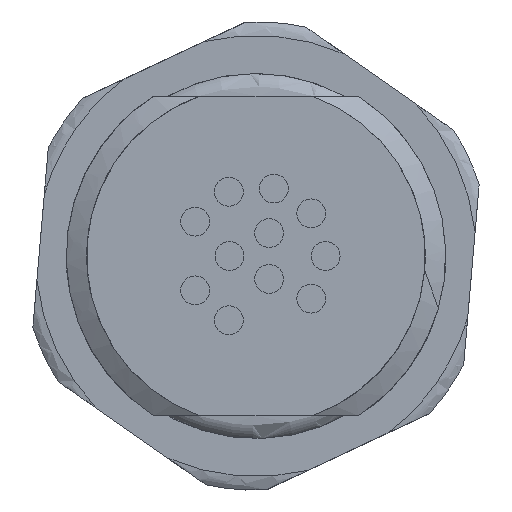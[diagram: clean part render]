
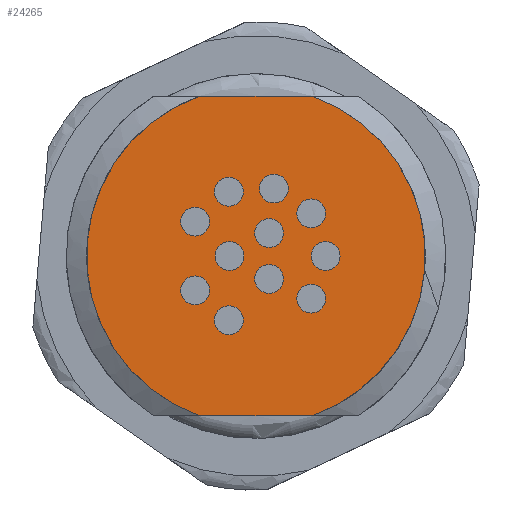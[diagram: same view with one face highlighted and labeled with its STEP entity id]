
A CAD part, front view. The second image highlights one B-rep face of the part: STEP entity #24265.
In plain terms, the highlighted planar face has unit normal (0, -1, 0).
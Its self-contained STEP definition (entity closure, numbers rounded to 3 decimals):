
#3595=DIRECTION('',(-1.,0.,0.));
#3596=VECTOR('',#3595,4.682);
#3597=CARTESIAN_POINT('',(2.341,-7.,6.65));
#3598=LINE('',#3597,#3596);
#3852=DIRECTION('',(1.,0.,0.));
#3853=VECTOR('',#3852,4.682);
#3854=CARTESIAN_POINT('',(-2.341,-7.,-6.65));
#3855=LINE('',#3854,#3853);
#4202=CARTESIAN_POINT('',(0.,-7.,0.));
#4203=DIRECTION('',(0.,1.,0.));
#4204=DIRECTION('',(0.332,0.,0.943));
#4205=AXIS2_PLACEMENT_3D('',#4202,#4203,#4204);
#4207=CARTESIAN_POINT('',(0.,-7.,0.));
#4208=DIRECTION('',(0.,1.,0.));
#4209=DIRECTION('',(-0.332,0.,-0.943));
#4210=AXIS2_PLACEMENT_3D('',#4207,#4208,#4209);
#4212=CARTESIAN_POINT('',(-1.131,-7.,2.673));
#4213=DIRECTION('',(0.,1.,0.));
#4214=DIRECTION('',(-1.,0.,0.));
#4215=AXIS2_PLACEMENT_3D('',#4212,#4213,#4214);
#4217=CARTESIAN_POINT('',(-1.131,-7.,2.673));
#4218=DIRECTION('',(0.,1.,0.));
#4219=DIRECTION('',(1.,0.,0.));
#4220=AXIS2_PLACEMENT_3D('',#4217,#4218,#4219);
#4222=CARTESIAN_POINT('',(0.742,-7.,2.807));
#4223=DIRECTION('',(0.,1.,0.));
#4224=DIRECTION('',(-1.,0.,0.));
#4225=AXIS2_PLACEMENT_3D('',#4222,#4223,#4224);
#4227=CARTESIAN_POINT('',(0.742,-7.,2.807));
#4228=DIRECTION('',(0.,1.,0.));
#4229=DIRECTION('',(1.,0.,0.));
#4230=AXIS2_PLACEMENT_3D('',#4227,#4228,#4229);
#4232=CARTESIAN_POINT('',(2.298,-7.,1.775));
#4233=DIRECTION('',(0.,1.,0.));
#4234=DIRECTION('',(-1.,0.,0.));
#4235=AXIS2_PLACEMENT_3D('',#4232,#4233,#4234);
#4237=CARTESIAN_POINT('',(2.298,-7.,1.775));
#4238=DIRECTION('',(0.,1.,0.));
#4239=DIRECTION('',(1.,0.,0.));
#4240=AXIS2_PLACEMENT_3D('',#4237,#4238,#4239);
#4242=CARTESIAN_POINT('',(0.544,-7.,0.955));
#4243=DIRECTION('',(0.,1.,0.));
#4244=DIRECTION('',(-1.,0.,0.));
#4245=AXIS2_PLACEMENT_3D('',#4242,#4243,#4244);
#4247=CARTESIAN_POINT('',(0.544,-7.,0.955));
#4248=DIRECTION('',(0.,1.,0.));
#4249=DIRECTION('',(1.,0.,0.));
#4250=AXIS2_PLACEMENT_3D('',#4247,#4248,#4249);
#4252=CARTESIAN_POINT('',(2.899,-7.,0.));
#4253=DIRECTION('',(0.,1.,0.));
#4254=DIRECTION('',(-1.,0.,0.));
#4255=AXIS2_PLACEMENT_3D('',#4252,#4253,#4254);
#4257=CARTESIAN_POINT('',(2.899,-7.,0.));
#4258=DIRECTION('',(0.,1.,0.));
#4259=DIRECTION('',(1.,0.,0.));
#4260=AXIS2_PLACEMENT_3D('',#4257,#4258,#4259);
#4262=CARTESIAN_POINT('',(2.298,-7.,-1.775));
#4263=DIRECTION('',(0.,1.,0.));
#4264=DIRECTION('',(-1.,0.,0.));
#4265=AXIS2_PLACEMENT_3D('',#4262,#4263,#4264);
#4267=CARTESIAN_POINT('',(2.298,-7.,-1.775));
#4268=DIRECTION('',(0.,1.,0.));
#4269=DIRECTION('',(1.,0.,0.));
#4270=AXIS2_PLACEMENT_3D('',#4267,#4268,#4269);
#4272=CARTESIAN_POINT('',(0.544,-7.,-0.955));
#4273=DIRECTION('',(0.,1.,0.));
#4274=DIRECTION('',(-1.,0.,0.));
#4275=AXIS2_PLACEMENT_3D('',#4272,#4273,#4274);
#4277=CARTESIAN_POINT('',(0.544,-7.,-0.955));
#4278=DIRECTION('',(0.,1.,0.));
#4279=DIRECTION('',(1.,0.,0.));
#4280=AXIS2_PLACEMENT_3D('',#4277,#4278,#4279);
#4282=CARTESIAN_POINT('',(-1.103,-7.,0.));
#4283=DIRECTION('',(0.,1.,0.));
#4284=DIRECTION('',(-1.,0.,0.));
#4285=AXIS2_PLACEMENT_3D('',#4282,#4283,#4284);
#4287=CARTESIAN_POINT('',(-1.103,-7.,0.));
#4288=DIRECTION('',(0.,1.,0.));
#4289=DIRECTION('',(1.,0.,0.));
#4290=AXIS2_PLACEMENT_3D('',#4287,#4288,#4289);
#4292=CARTESIAN_POINT('',(-2.531,-7.,1.428));
#4293=DIRECTION('',(0.,1.,0.));
#4294=DIRECTION('',(-1.,0.,0.));
#4295=AXIS2_PLACEMENT_3D('',#4292,#4293,#4294);
#4297=CARTESIAN_POINT('',(-2.531,-7.,1.428));
#4298=DIRECTION('',(0.,1.,0.));
#4299=DIRECTION('',(1.,0.,0.));
#4300=AXIS2_PLACEMENT_3D('',#4297,#4298,#4299);
#4302=CARTESIAN_POINT('',(-2.531,-7.,-1.428));
#4303=DIRECTION('',(0.,1.,0.));
#4304=DIRECTION('',(-1.,0.,0.));
#4305=AXIS2_PLACEMENT_3D('',#4302,#4303,#4304);
#4307=CARTESIAN_POINT('',(-2.531,-7.,-1.428));
#4308=DIRECTION('',(0.,1.,0.));
#4309=DIRECTION('',(1.,0.,0.));
#4310=AXIS2_PLACEMENT_3D('',#4307,#4308,#4309);
#4312=CARTESIAN_POINT('',(-1.131,-7.,-2.673));
#4313=DIRECTION('',(0.,1.,0.));
#4314=DIRECTION('',(-1.,0.,0.));
#4315=AXIS2_PLACEMENT_3D('',#4312,#4313,#4314);
#4317=CARTESIAN_POINT('',(-1.131,-7.,-2.673));
#4318=DIRECTION('',(0.,1.,0.));
#4319=DIRECTION('',(1.,0.,0.));
#4320=AXIS2_PLACEMENT_3D('',#4317,#4318,#4319);
#16301=CARTESIAN_POINT('',(-2.341,-7.,6.65));
#16303=VERTEX_POINT('',#16301);
#16328=CARTESIAN_POINT('',(2.341,-7.,6.65));
#16329=VERTEX_POINT('',#16328);
#16350=CARTESIAN_POINT('',(2.341,-7.,-6.65));
#16351=VERTEX_POINT('',#16350);
#16366=CARTESIAN_POINT('',(-2.341,-7.,-6.65));
#16368=VERTEX_POINT('',#16366);
#19203=CARTESIAN_POINT('',(-1.731,-7.,2.673));
#19204=CARTESIAN_POINT('',(-0.531,-7.,2.673));
#19205=VERTEX_POINT('',#19203);
#19206=VERTEX_POINT('',#19204);
#19211=CARTESIAN_POINT('',(0.142,-7.,2.807));
#19212=CARTESIAN_POINT('',(1.342,-7.,2.807));
#19213=VERTEX_POINT('',#19211);
#19214=VERTEX_POINT('',#19212);
#19219=CARTESIAN_POINT('',(1.698,-7.,1.775));
#19220=CARTESIAN_POINT('',(2.898,-7.,1.775));
#19221=VERTEX_POINT('',#19219);
#19222=VERTEX_POINT('',#19220);
#19227=CARTESIAN_POINT('',(-0.056,-7.,0.955));
#19228=CARTESIAN_POINT('',(1.144,-7.,0.955));
#19229=VERTEX_POINT('',#19227);
#19230=VERTEX_POINT('',#19228);
#19235=CARTESIAN_POINT('',(2.299,-7.,0.));
#19236=CARTESIAN_POINT('',(3.499,-7.,0.));
#19237=VERTEX_POINT('',#19235);
#19238=VERTEX_POINT('',#19236);
#19243=CARTESIAN_POINT('',(1.698,-7.,-1.775));
#19244=CARTESIAN_POINT('',(2.898,-7.,-1.775));
#19245=VERTEX_POINT('',#19243);
#19246=VERTEX_POINT('',#19244);
#19251=CARTESIAN_POINT('',(-0.056,-7.,-0.955));
#19252=CARTESIAN_POINT('',(1.144,-7.,-0.955));
#19253=VERTEX_POINT('',#19251);
#19254=VERTEX_POINT('',#19252);
#19259=CARTESIAN_POINT('',(-1.703,-7.,0.));
#19260=CARTESIAN_POINT('',(-0.503,-7.,0.));
#19261=VERTEX_POINT('',#19259);
#19262=VERTEX_POINT('',#19260);
#19267=CARTESIAN_POINT('',(-3.131,-7.,1.428));
#19268=CARTESIAN_POINT('',(-1.931,-7.,1.428));
#19269=VERTEX_POINT('',#19267);
#19270=VERTEX_POINT('',#19268);
#19275=CARTESIAN_POINT('',(-3.131,-7.,-1.428));
#19276=CARTESIAN_POINT('',(-1.931,-7.,-1.428));
#19277=VERTEX_POINT('',#19275);
#19278=VERTEX_POINT('',#19276);
#19283=CARTESIAN_POINT('',(-1.731,-7.,-2.673));
#19284=CARTESIAN_POINT('',(-0.531,-7.,-2.673));
#19285=VERTEX_POINT('',#19283);
#19286=VERTEX_POINT('',#19284);
#24187=CARTESIAN_POINT('',(0.,-7.,0.));
#24188=DIRECTION('',(0.,-1.,0.));
#24189=DIRECTION('',(1.,0.,0.));
#24190=AXIS2_PLACEMENT_3D('',#24187,#24188,#24189);
#24191=PLANE('',#24190);
#24192=ORIENTED_EDGE('',*,*,#23315,.F.);
#24194=ORIENTED_EDGE('',*,*,#24193,.T.);
#24195=ORIENTED_EDGE('',*,*,#23690,.F.);
#24196=ORIENTED_EDGE('',*,*,#24178,.T.);
#24197=EDGE_LOOP('',(#24192,#24194,#24195,#24196));
#24198=FACE_OUTER_BOUND('',#24197,.F.);
#24200=ORIENTED_EDGE('',*,*,#24199,.F.);
#24202=ORIENTED_EDGE('',*,*,#24201,.F.);
#24203=EDGE_LOOP('',(#24200,#24202));
#24204=FACE_BOUND('',#24203,.F.);
#24206=ORIENTED_EDGE('',*,*,#24205,.F.);
#24208=ORIENTED_EDGE('',*,*,#24207,.F.);
#24209=EDGE_LOOP('',(#24206,#24208));
#24210=FACE_BOUND('',#24209,.F.);
#24212=ORIENTED_EDGE('',*,*,#24211,.F.);
#24214=ORIENTED_EDGE('',*,*,#24213,.F.);
#24215=EDGE_LOOP('',(#24212,#24214));
#24216=FACE_BOUND('',#24215,.F.);
#24218=ORIENTED_EDGE('',*,*,#24217,.F.);
#24220=ORIENTED_EDGE('',*,*,#24219,.F.);
#24221=EDGE_LOOP('',(#24218,#24220));
#24222=FACE_BOUND('',#24221,.F.);
#24224=ORIENTED_EDGE('',*,*,#24223,.F.);
#24226=ORIENTED_EDGE('',*,*,#24225,.F.);
#24227=EDGE_LOOP('',(#24224,#24226));
#24228=FACE_BOUND('',#24227,.F.);
#24230=ORIENTED_EDGE('',*,*,#24229,.F.);
#24232=ORIENTED_EDGE('',*,*,#24231,.F.);
#24233=EDGE_LOOP('',(#24230,#24232));
#24234=FACE_BOUND('',#24233,.F.);
#24236=ORIENTED_EDGE('',*,*,#24235,.F.);
#24238=ORIENTED_EDGE('',*,*,#24237,.F.);
#24239=EDGE_LOOP('',(#24236,#24238));
#24240=FACE_BOUND('',#24239,.F.);
#24242=ORIENTED_EDGE('',*,*,#24241,.F.);
#24244=ORIENTED_EDGE('',*,*,#24243,.F.);
#24245=EDGE_LOOP('',(#24242,#24244));
#24246=FACE_BOUND('',#24245,.F.);
#24248=ORIENTED_EDGE('',*,*,#24247,.F.);
#24250=ORIENTED_EDGE('',*,*,#24249,.F.);
#24251=EDGE_LOOP('',(#24248,#24250));
#24252=FACE_BOUND('',#24251,.F.);
#24254=ORIENTED_EDGE('',*,*,#24253,.F.);
#24256=ORIENTED_EDGE('',*,*,#24255,.F.);
#24257=EDGE_LOOP('',(#24254,#24256));
#24258=FACE_BOUND('',#24257,.F.);
#24260=ORIENTED_EDGE('',*,*,#24259,.F.);
#24262=ORIENTED_EDGE('',*,*,#24261,.F.);
#24263=EDGE_LOOP('',(#24260,#24262));
#24264=FACE_BOUND('',#24263,.F.);
#24265=ADVANCED_FACE('',(#24198,#24204,#24210,#24216,#24222,#24228,#24234,
#24240,#24246,#24252,#24258,#24264),#24191,.T.);
#4206=CIRCLE('',#4205,7.05);
#4211=CIRCLE('',#4210,7.05);
#4216=CIRCLE('',#4215,0.6);
#4221=CIRCLE('',#4220,0.6);
#4226=CIRCLE('',#4225,0.6);
#4231=CIRCLE('',#4230,0.6);
#4236=CIRCLE('',#4235,0.6);
#4241=CIRCLE('',#4240,0.6);
#4246=CIRCLE('',#4245,0.6);
#4251=CIRCLE('',#4250,0.6);
#4256=CIRCLE('',#4255,0.6);
#4261=CIRCLE('',#4260,0.6);
#4266=CIRCLE('',#4265,0.6);
#4271=CIRCLE('',#4270,0.6);
#4276=CIRCLE('',#4275,0.6);
#4281=CIRCLE('',#4280,0.6);
#4286=CIRCLE('',#4285,0.6);
#4291=CIRCLE('',#4290,0.6);
#4296=CIRCLE('',#4295,0.6);
#4301=CIRCLE('',#4300,0.6);
#4306=CIRCLE('',#4305,0.6);
#4311=CIRCLE('',#4310,0.6);
#4316=CIRCLE('',#4315,0.6);
#4321=CIRCLE('',#4320,0.6);
#23315=EDGE_CURVE('',#16329,#16303,#3598,.T.);
#23690=EDGE_CURVE('',#16368,#16351,#3855,.T.);
#24178=EDGE_CURVE('',#16368,#16303,#4211,.T.);
#24193=EDGE_CURVE('',#16329,#16351,#4206,.T.);
#24199=EDGE_CURVE('',#19205,#19206,#4216,.T.);
#24201=EDGE_CURVE('',#19206,#19205,#4221,.T.);
#24205=EDGE_CURVE('',#19213,#19214,#4226,.T.);
#24207=EDGE_CURVE('',#19214,#19213,#4231,.T.);
#24211=EDGE_CURVE('',#19221,#19222,#4236,.T.);
#24213=EDGE_CURVE('',#19222,#19221,#4241,.T.);
#24217=EDGE_CURVE('',#19229,#19230,#4246,.T.);
#24219=EDGE_CURVE('',#19230,#19229,#4251,.T.);
#24223=EDGE_CURVE('',#19237,#19238,#4256,.T.);
#24225=EDGE_CURVE('',#19238,#19237,#4261,.T.);
#24229=EDGE_CURVE('',#19245,#19246,#4266,.T.);
#24231=EDGE_CURVE('',#19246,#19245,#4271,.T.);
#24235=EDGE_CURVE('',#19253,#19254,#4276,.T.);
#24237=EDGE_CURVE('',#19254,#19253,#4281,.T.);
#24241=EDGE_CURVE('',#19261,#19262,#4286,.T.);
#24243=EDGE_CURVE('',#19262,#19261,#4291,.T.);
#24247=EDGE_CURVE('',#19269,#19270,#4296,.T.);
#24249=EDGE_CURVE('',#19270,#19269,#4301,.T.);
#24253=EDGE_CURVE('',#19277,#19278,#4306,.T.);
#24255=EDGE_CURVE('',#19278,#19277,#4311,.T.);
#24259=EDGE_CURVE('',#19285,#19286,#4316,.T.);
#24261=EDGE_CURVE('',#19286,#19285,#4321,.T.);
